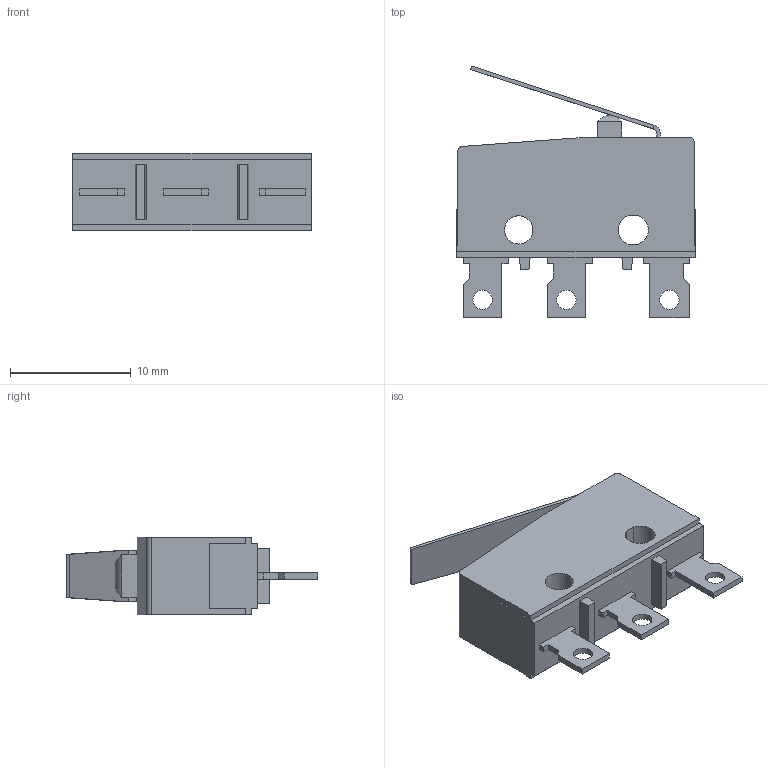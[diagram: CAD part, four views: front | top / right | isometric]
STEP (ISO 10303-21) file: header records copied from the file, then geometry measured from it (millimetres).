
FILE_DESCRIPTION(('FreeCAD Model'),'2;1');
FILE_NAME('SS_3GLP_L.step' ,'2018-03-10T17:40:00',('kicad StepUp'),('ksu MCAD'), 'Open CASCADE STEP processor 6.8','FreeCAD','Unknown');
FILE_SCHEMA(('AUTOMOTIVE_DESIGN_CC2 { 1 2 10303 214 -1 1 5 4 }'));
Length unit declared in the file: millimetre
Products named in the file (1): SS_3GLP_L
Bounding box: 19.8 x 20.9 x 6.4 mm (x, y, z)
Volume: 1203.4 mm3; surface area: 1179.6 mm2
Topology: 2 solids, 3 shells, 127 faces, 333 edges, 220 vertices
Faces by surface type: plane 108, cylinder 19
Entity records: 3895 total; most frequent: CARTESIAN_POINT 699, ORIENTED_EDGE 666, DIRECTION 613, EDGE_CURVE 333, LINE 297, VECTOR 297, VERTEX_POINT 220, AXIS2_PLACEMENT_3D 158
